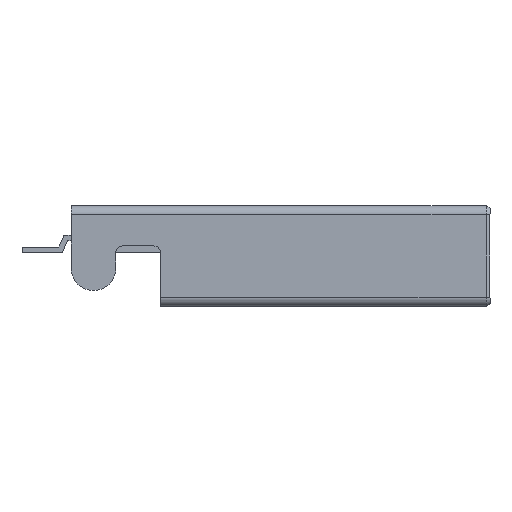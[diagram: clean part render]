
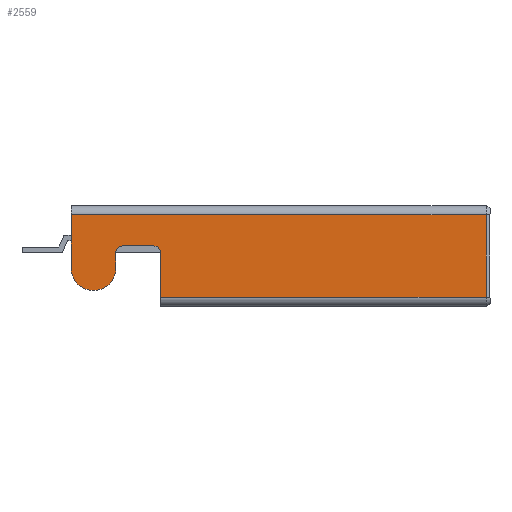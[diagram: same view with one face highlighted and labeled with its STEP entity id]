
A CAD part, left-side view. The second image highlights one B-rep face of the part: STEP entity #2559.
In plain terms, the highlighted planar face has unit normal (-1, 0, 0).
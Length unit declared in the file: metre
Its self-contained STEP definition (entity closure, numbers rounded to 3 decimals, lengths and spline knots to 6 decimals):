
#1271 = EDGE_CURVE( '', #3602, #3603, #3604, .T. );
#1427 = EDGE_CURVE( '', #3602, #3885, #3886, .T. );
#1455 = EDGE_CURVE( '', #3933, #3934, #3935, .T. );
#1753 = EDGE_CURVE( '', #4431, #3934, #4432, .T. );
#1939 = EDGE_CURVE( '', #4431, #4381, #4724, .T. );
#2001 = EDGE_CURVE( '', #3933, #4811, #4812, .T. );
#2501 = EDGE_CURVE( '', #4381, #4495, #5513, .T. );
#2521 = EDGE_CURVE( '', #5363, #3603, #5536, .T. );
#2559 = ADVANCED_FACE( '', ( #5582 ), #5583, .T. );
#2925 = EDGE_CURVE( '', #4495, #3885, #6034, .T. );
#3285 = EDGE_CURVE( '', #4811, #5363, #6467, .T. );
#3602 = VERTEX_POINT( '', #6805 );
#3603 = VERTEX_POINT( '', #6806 );
#3604 = LINE( '', #6807, #6808 );
#3885 = VERTEX_POINT( '', #7176 );
#3886 = LINE( '', #7177, #7178 );
#3933 = VERTEX_POINT( '', #7238 );
#3934 = VERTEX_POINT( '', #7239 );
#3935 = LINE( '', #7240, #7241 );
#4381 = VERTEX_POINT( '', #7858 );
#4431 = VERTEX_POINT( '', #7925 );
#4432 = CIRCLE( '', #7926, 0.001 );
#4495 = VERTEX_POINT( '', #8014 );
#4724 = LINE( '', #8361, #8362 );
#4811 = VERTEX_POINT( '', #8492 );
#4812 = CIRCLE( '', #8493, 0.0003 );
#5363 = VERTEX_POINT( '', #9294 );
#5513 = LINE( '', #9522, #9523 );
#5536 = CIRCLE( '', #9560, 0.0003 );
#5582 = FACE_OUTER_BOUND( '', #9631, .T. );
#5583 = PLANE( '', #9632 );
#6034 = LINE( '', #10322, #10323 );
#6467 = LINE( '', #10980, #10981 );
#6805 = CARTESIAN_POINT( '', ( -0.006025, 0.005428, 0.000414 ) );
#6806 = CARTESIAN_POINT( '', ( -0.006025, 0.005428, 0.002414 ) );
#6807 = CARTESIAN_POINT( '', ( -0.006025, 0.005428, 0.000414 ) );
#6808 = VECTOR( '', #11319, 1. );
#7176 = CARTESIAN_POINT( '', ( -0.006025, -0.009149, 0.000414 ) );
#7177 = CARTESIAN_POINT( '', ( -0.006025, 0.005428, 0.000414 ) );
#7178 = VECTOR( '', #11677, 1. );
#7238 = CARTESIAN_POINT( '', ( -0.006025, 0.007428, 0.002414 ) );
#7239 = CARTESIAN_POINT( '', ( -0.006025, 0.007428, 0.001714 ) );
#7240 = CARTESIAN_POINT( '', ( -0.006025, 0.007428, 0.002414 ) );
#7241 = VECTOR( '', #11735, 1. );
#7858 = CARTESIAN_POINT( '', ( -0.006025, 0.009428, 0.004114 ) );
#7925 = CARTESIAN_POINT( '', ( -0.006025, 0.009428, 0.001714 ) );
#7926 = AXIS2_PLACEMENT_3D( '', #12221, #12222, #12223 );
#8014 = CARTESIAN_POINT( '', ( -0.006025, -0.009149, 0.004114 ) );
#8361 = CARTESIAN_POINT( '', ( -0.006025, 0.009428, 0.001714 ) );
#8362 = VECTOR( '', #12467, 1. );
#8492 = CARTESIAN_POINT( '', ( -0.006025, 0.007128, 0.002714 ) );
#8493 = AXIS2_PLACEMENT_3D( '', #12556, #12557, #12558 );
#9294 = CARTESIAN_POINT( '', ( -0.006025, 0.005728, 0.002714 ) );
#9522 = CARTESIAN_POINT( '', ( -0.006025, 0.009428, 0.004114 ) );
#9523 = VECTOR( '', #13424, 1. );
#9560 = AXIS2_PLACEMENT_3D( '', #13450, #13451, #13452 );
#9631 = EDGE_LOOP( '', ( #13508, #13509, #13510, #13511, #13512, #13513, #13514, #13515, #13516, #13517 ) );
#9632 = AXIS2_PLACEMENT_3D( '', #13518, #13519, #13520 );
#10322 = CARTESIAN_POINT( '', ( -0.006025, -0.009149, 0.004114 ) );
#10323 = VECTOR( '', #14173, 1. );
#10980 = CARTESIAN_POINT( '', ( -0.006025, 0.007128, 0.002714 ) );
#10981 = VECTOR( '', #14807, 1. );
#11319 = DIRECTION( '', ( 0., 0., 1. ) );
#11677 = DIRECTION( '', ( 0., -1., 0. ) );
#11735 = DIRECTION( '', ( 0., 0., -1. ) );
#12221 = CARTESIAN_POINT( '', ( -0.006025, 0.008428, 0.001714 ) );
#12222 = DIRECTION( '', ( -1., 0., 0. ) );
#12223 = DIRECTION( '', ( 0., 1., 0. ) );
#12467 = DIRECTION( '', ( 0., 0., 1. ) );
#12556 = CARTESIAN_POINT( '', ( -0.006025, 0.007128, 0.002414 ) );
#12557 = DIRECTION( '', ( 1., 0., 0. ) );
#12558 = DIRECTION( '', ( 0., 1., 0. ) );
#13424 = DIRECTION( '', ( 0., -1., 0. ) );
#13450 = CARTESIAN_POINT( '', ( -0.006025, 0.005728, 0.002414 ) );
#13451 = DIRECTION( '', ( 1., 0., 0. ) );
#13452 = DIRECTION( '', ( 0., 0., 1. ) );
#13508 = ORIENTED_EDGE( '', *, *, #1455, .F. );
#13509 = ORIENTED_EDGE( '', *, *, #2001, .T. );
#13510 = ORIENTED_EDGE( '', *, *, #3285, .T. );
#13511 = ORIENTED_EDGE( '', *, *, #2521, .T. );
#13512 = ORIENTED_EDGE( '', *, *, #1271, .F. );
#13513 = ORIENTED_EDGE( '', *, *, #1427, .T. );
#13514 = ORIENTED_EDGE( '', *, *, #2925, .F. );
#13515 = ORIENTED_EDGE( '', *, *, #2501, .F. );
#13516 = ORIENTED_EDGE( '', *, *, #1939, .F. );
#13517 = ORIENTED_EDGE( '', *, *, #1753, .T. );
#13518 = CARTESIAN_POINT( '', ( -0.006025, 0.009428, 0.004114 ) );
#13519 = DIRECTION( '', ( -1., 0., 0. ) );
#13520 = DIRECTION( '', ( 0., 0., 1. ) );
#14173 = DIRECTION( '', ( 0., 0., -1. ) );
#14807 = DIRECTION( '', ( 0., -1., 0. ) );
